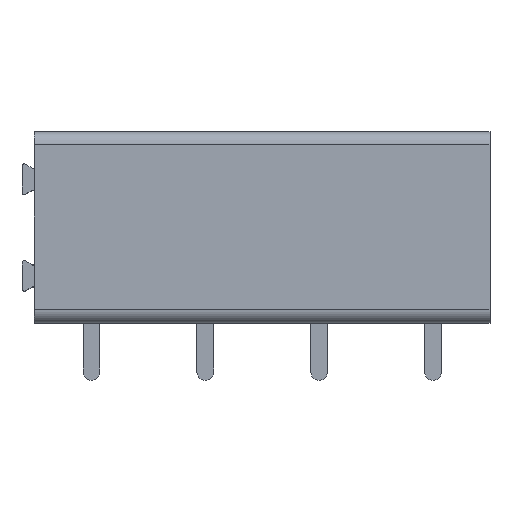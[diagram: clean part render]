
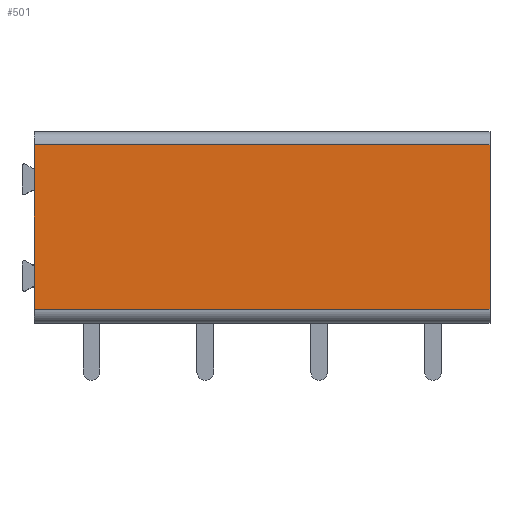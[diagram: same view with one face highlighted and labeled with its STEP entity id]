
A CAD part, top view. The second image highlights one B-rep face of the part: STEP entity #501.
In plain terms, the highlighted planar face has unit normal (0, 0, 1).
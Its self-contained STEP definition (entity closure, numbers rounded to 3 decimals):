
#501 = ADVANCED_FACE( '', ( #2113 ), #2114, .F. );
#2113 = FACE_OUTER_BOUND( '', #7848, .T. );
#2114 = PLANE( '', #7849 );
#7848 = EDGE_LOOP( '', ( #16380, #16381, #16382, #16383 ) );
#7849 = AXIS2_PLACEMENT_3D( '', #16384, #16385, #16386 );
#16380 = ORIENTED_EDGE( '', *, *, #23185, .T. );
#16381 = ORIENTED_EDGE( '', *, *, #23186, .F. );
#16382 = ORIENTED_EDGE( '', *, *, #21805, .F. );
#16383 = ORIENTED_EDGE( '', *, *, #23183, .T. );
#16384 = CARTESIAN_POINT( '', ( 4.125, 5.981, 15.099 ) );
#16385 = DIRECTION( '', ( 0., 0., -1. ) );
#16386 = DIRECTION( '', ( 0., 1., 0. ) );
#21805 = EDGE_CURVE( '', #24947, #24949, #24950, .T. );
#23183 = EDGE_CURVE( '', #24947, #27258, #27260, .T. );
#23185 = EDGE_CURVE( '', #27258, #27262, #27263, .T. );
#23186 = EDGE_CURVE( '', #24949, #27262, #27264, .T. );
#24947 = VERTEX_POINT( '', #29986 );
#24949 = VERTEX_POINT( '', #29988 );
#24950 = LINE( '', #29989, #29990 );
#27258 = VERTEX_POINT( '', #34590 );
#27260 = LINE( '', #34592, #34593 );
#27262 = VERTEX_POINT( '', #34596 );
#27263 = LINE( '', #34597, #34598 );
#27264 = LINE( '', #34599, #34600 );
#29986 = CARTESIAN_POINT( '', ( 28.875, 5.981, 15.099 ) );
#29988 = CARTESIAN_POINT( '', ( 28.875, -5.936, 15.1 ) );
#29989 = CARTESIAN_POINT( '', ( 28.875, 5.981, 15.099 ) );
#29990 = VECTOR( '', #39652, 1000. );
#34590 = CARTESIAN_POINT( '', ( -4.125, 5.981, 15.099 ) );
#34592 = CARTESIAN_POINT( '', ( 4.125, 5.981, 15.099 ) );
#34593 = VECTOR( '', #41599, 1000. );
#34596 = CARTESIAN_POINT( '', ( -4.125, -5.936, 15.1 ) );
#34597 = CARTESIAN_POINT( '', ( -4.125, 5.981, 15.099 ) );
#34598 = VECTOR( '', #41601, 1000. );
#34599 = CARTESIAN_POINT( '', ( 4.125, -5.936, 15.1 ) );
#34600 = VECTOR( '', #41602, 1000. );
#39652 = DIRECTION( '', ( 0., -1., 0. ) );
#41599 = DIRECTION( '', ( -1., 0., 0. ) );
#41601 = DIRECTION( '', ( 0., -1., 0. ) );
#41602 = DIRECTION( '', ( -1., 0., 0. ) );
